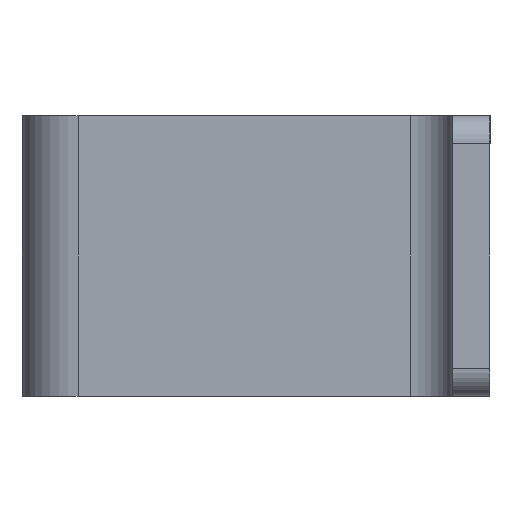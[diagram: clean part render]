
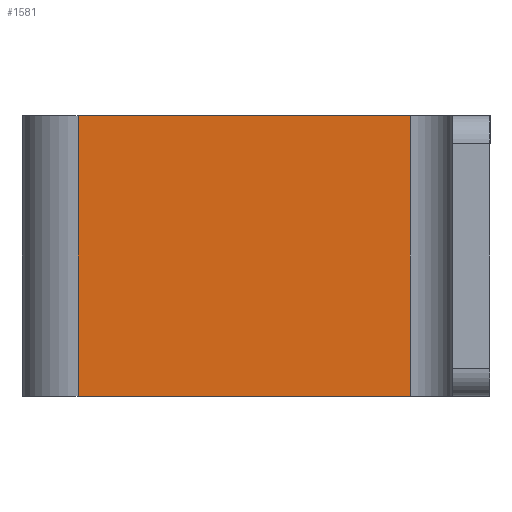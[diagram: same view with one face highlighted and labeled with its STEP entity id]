
A CAD part, left-side view. The second image highlights one B-rep face of the part: STEP entity #1581.
In plain terms, the highlighted planar face has unit normal (-1, 0, 0).
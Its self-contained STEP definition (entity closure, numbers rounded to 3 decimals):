
#91 = CARTESIAN_POINT ( 'NONE',  ( -150., 40., 0. ) ) ;
#120 = EDGE_LOOP ( 'NONE', ( #529, #530, #531, #532 ) ) ;
#274 = CARTESIAN_POINT ( 'NONE',  ( -150., 4.5, 0. ) ) ;
#287 = CARTESIAN_POINT ( 'NONE',  ( -150., 4.5, 30. ) ) ;
#313 = CARTESIAN_POINT ( 'NONE',  ( -150., 40., 30. ) ) ;
#529 = ORIENTED_EDGE ( 'NONE', *, *, #1682, .T. ) ;
#530 = ORIENTED_EDGE ( 'NONE', *, *, #1683, .F. ) ;
#531 = ORIENTED_EDGE ( 'NONE', *, *, #1680, .F. ) ;
#532 = ORIENTED_EDGE ( 'NONE', *, *, #1676, .T. ) ;
#625 = VERTEX_POINT ( 'NONE', #313 ) ;
#655 = VERTEX_POINT ( 'NONE', #287 ) ;
#669 = VERTEX_POINT ( 'NONE', #274 ) ;
#687 = DIRECTION ( 'NONE',  ( 0., 0., -1. ) ) ;
#688 = CARTESIAN_POINT ( 'NONE',  ( -150., 40., 30. ) ) ;
#944 = DIRECTION ( 'NONE',  ( 0., 0., -1. ) ) ;
#945 = DIRECTION ( 'NONE',  ( 1., 0., 0. ) ) ;
#949 = PLANE ( 'NONE',  #1838 ) ;
#954 = CARTESIAN_POINT ( 'NONE',  ( -150., 4.5, 30. ) ) ;
#1161 = LINE ( 'NONE', #2248, #1165 ) ;
#1162 = LINE ( 'NONE', #2246, #1163 ) ;
#1163 = VECTOR ( 'NONE', #2247, 1000. ) ;
#1165 = VECTOR ( 'NONE', #2250, 1000. ) ;
#1397 = VERTEX_POINT ( 'NONE', #91 ) ;
#1544 = LINE ( 'NONE', #2242, #2239 ) ;
#1581 = ADVANCED_FACE ( 'NONE', ( #2084 ), #949, .F. ) ;
#1676 = EDGE_CURVE ( 'NONE', #625, #1397, #2232, .T. ) ;
#1680 = EDGE_CURVE ( 'NONE', #625, #655, #1544, .T. ) ;
#1682 = EDGE_CURVE ( 'NONE', #1397, #669, #1162, .T. ) ;
#1683 = EDGE_CURVE ( 'NONE', #655, #669, #1161, .T. ) ;
#1838 = AXIS2_PLACEMENT_3D ( 'NONE', #954, #945, #944 ) ;
#2084 = FACE_OUTER_BOUND ( 'NONE', #120, .T. ) ;
#2232 = LINE ( 'NONE', #688, #2235 ) ;
#2235 = VECTOR ( 'NONE', #687, 1000. ) ;
#2239 = VECTOR ( 'NONE', #2243, 1000. ) ;
#2242 = CARTESIAN_POINT ( 'NONE',  ( -150., 4.5, 30. ) ) ;
#2243 = DIRECTION ( 'NONE',  ( 0., -1., 0. ) ) ;
#2246 = CARTESIAN_POINT ( 'NONE',  ( -150., 4.5, 0. ) ) ;
#2247 = DIRECTION ( 'NONE',  ( 0., -1., 0. ) ) ;
#2248 = CARTESIAN_POINT ( 'NONE',  ( -150., 4.5, 30. ) ) ;
#2250 = DIRECTION ( 'NONE',  ( 0., 0., -1. ) ) ;
